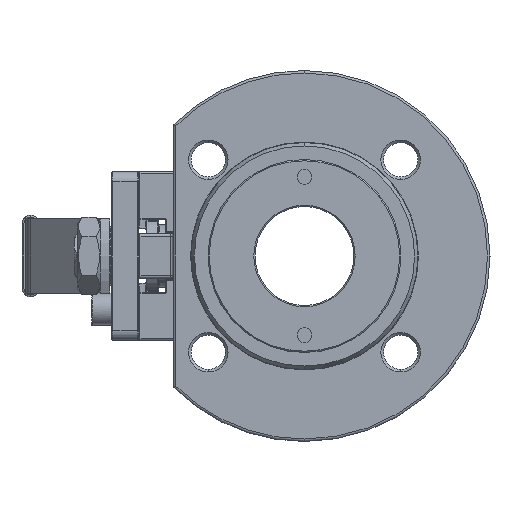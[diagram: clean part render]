
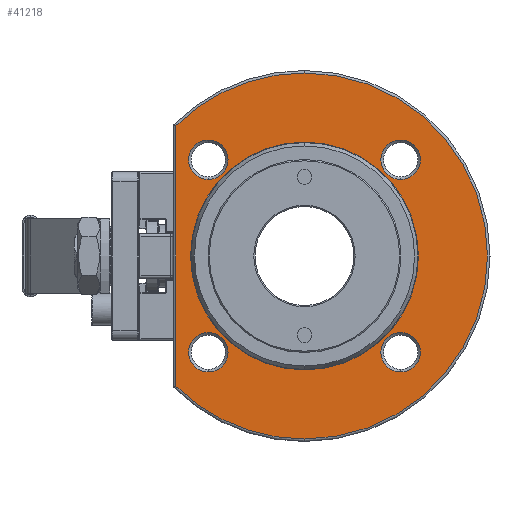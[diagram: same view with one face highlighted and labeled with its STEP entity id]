
A CAD part, left-side view. The second image highlights one B-rep face of the part: STEP entity #41218.
In plain terms, the highlighted planar face has unit normal (-1, 0, 0).
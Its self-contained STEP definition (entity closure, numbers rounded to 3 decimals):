
#100 = ORIENTED_EDGE ( 'NONE', *, *, #15594, .T. ) ;
#170 = EDGE_LOOP ( 'NONE', ( #26818, #16052 ) ) ;
#190 = FACE_BOUND ( 'NONE', #4798, .T. ) ;
#542 = DIRECTION ( 'NONE',  ( 1., 0., 0. ) ) ;
#1523 = FACE_BOUND ( 'NONE', #51852, .T. ) ;
#2397 = DIRECTION ( 'NONE',  ( 0., 0., 1. ) ) ;
#3433 = EDGE_CURVE ( 'NONE', #7344, #22736, #20355, .T. ) ;
#3801 = CARTESIAN_POINT ( 'NONE',  ( -30., 52., -52.65 ) ) ;
#4389 = VERTEX_POINT ( 'NONE', #7414 ) ;
#4798 = EDGE_LOOP ( 'NONE', ( #35856, #32743 ) ) ;
#6919 = DIRECTION ( 'NONE',  ( -1., 0., 0. ) ) ;
#6934 = VERTEX_POINT ( 'NONE', #36192 ) ;
#7344 = VERTEX_POINT ( 'NONE', #23409 ) ;
#7414 = CARTESIAN_POINT ( 'NONE',  ( -30., 52., 52.65 ) ) ;
#8089 = CARTESIAN_POINT ( 'NONE',  ( -30., 0., 0. ) ) ;
#8297 = DIRECTION ( 'NONE',  ( 0., 0., 1. ) ) ;
#10114 = CARTESIAN_POINT ( 'NONE',  ( -30., -38.891, 38.891 ) ) ;
#11231 = CIRCLE ( 'NONE', #46294, 8. ) ;
#11510 = FACE_BOUND ( 'NONE', #170, .T. ) ;
#11723 = CARTESIAN_POINT ( 'NONE',  ( -30., 0., 46.059 ) ) ;
#11867 = CARTESIAN_POINT ( 'NONE',  ( -30., 38.891, -46.891 ) ) ;
#12387 = DIRECTION ( 'NONE',  ( 0., 0., 1. ) ) ;
#12529 = AXIS2_PLACEMENT_3D ( 'NONE', #22407, #39087, #26123 ) ;
#12919 = CIRCLE ( 'NONE', #53020, 8. ) ;
#13052 = DIRECTION ( 'NONE',  ( 1., 0., 0. ) ) ;
#13702 = CARTESIAN_POINT ( 'NONE',  ( -30., 38.891, -38.891 ) ) ;
#15104 = VERTEX_POINT ( 'NONE', #48961 ) ;
#15123 = AXIS2_PLACEMENT_3D ( 'NONE', #10114, #35260, #18437 ) ;
#15469 = ORIENTED_EDGE ( 'NONE', *, *, #33590, .T. ) ;
#15587 = VERTEX_POINT ( 'NONE', #3801 ) ;
#15594 = EDGE_CURVE ( 'NONE', #24663, #40891, #12919, .T. ) ;
#15764 = CARTESIAN_POINT ( 'NONE',  ( -30., -38.891, 38.891 ) ) ;
#15853 = CIRCLE ( 'NONE', #21412, 46.059 ) ;
#15920 = CIRCLE ( 'NONE', #33977, 74. ) ;
#16052 = ORIENTED_EDGE ( 'NONE', *, *, #52762, .T. ) ;
#16080 = CARTESIAN_POINT ( 'NONE',  ( -30., 38.891, -30.891 ) ) ;
#16646 = DIRECTION ( 'NONE',  ( 0., 0., 1. ) ) ;
#17432 = EDGE_CURVE ( 'NONE', #15587, #15104, #15920, .T. ) ;
#17743 = DIRECTION ( 'NONE',  ( 1., 0., 0. ) ) ;
#18354 = LINE ( 'NONE', #25832, #25629 ) ;
#18437 = DIRECTION ( 'NONE',  ( 0., 0., 1. ) ) ;
#19092 = CIRCLE ( 'NONE', #51337, 8. ) ;
#19141 = AXIS2_PLACEMENT_3D ( 'NONE', #13702, #17743, #43086 ) ;
#20014 = EDGE_CURVE ( 'NONE', #40891, #24663, #43887, .T. ) ;
#20355 = CIRCLE ( 'NONE', #15123, 8. ) ;
#20462 = AXIS2_PLACEMENT_3D ( 'NONE', #49351, #6919, #32453 ) ;
#20516 = ORIENTED_EDGE ( 'NONE', *, *, #20014, .T. ) ;
#21088 = CARTESIAN_POINT ( 'NONE',  ( -30., 0., 0. ) ) ;
#21253 = EDGE_CURVE ( 'NONE', #40301, #23270, #15853, .T. ) ;
#21412 = AXIS2_PLACEMENT_3D ( 'NONE', #32209, #27784, #2397 ) ;
#22237 = EDGE_LOOP ( 'NONE', ( #100, #20516 ) ) ;
#22269 = VERTEX_POINT ( 'NONE', #11867 ) ;
#22328 = CIRCLE ( 'NONE', #19141, 8. ) ;
#22407 = CARTESIAN_POINT ( 'NONE',  ( -30., -38.891, -38.891 ) ) ;
#22736 = VERTEX_POINT ( 'NONE', #45127 ) ;
#22926 = ORIENTED_EDGE ( 'NONE', *, *, #34423, .T. ) ;
#23076 = AXIS2_PLACEMENT_3D ( 'NONE', #28618, #24723, #36963 ) ;
#23115 = CARTESIAN_POINT ( 'NONE',  ( -30., 38.891, 30.891 ) ) ;
#23270 = VERTEX_POINT ( 'NONE', #39492 ) ;
#23409 = CARTESIAN_POINT ( 'NONE',  ( -30., -38.891, 46.891 ) ) ;
#24364 = DIRECTION ( 'NONE',  ( 0., 0., 1. ) ) ;
#24579 = CARTESIAN_POINT ( 'NONE',  ( -30., 0., 0. ) ) ;
#24663 = VERTEX_POINT ( 'NONE', #34657 ) ;
#24723 = DIRECTION ( 'NONE',  ( 1., 0., 0. ) ) ;
#24972 = DIRECTION ( 'NONE',  ( -1., 0., 0. ) ) ;
#25027 = AXIS2_PLACEMENT_3D ( 'NONE', #24579, #28472, #29021 ) ;
#25130 = DIRECTION ( 'NONE',  ( 1., 0., 0. ) ) ;
#25227 = CARTESIAN_POINT ( 'NONE',  ( -30., 38.891, 38.891 ) ) ;
#25480 = ORIENTED_EDGE ( 'NONE', *, *, #46858, .T. ) ;
#25629 = VECTOR ( 'NONE', #29723, 1000. ) ;
#25832 = CARTESIAN_POINT ( 'NONE',  ( -30., 52., 0. ) ) ;
#26119 = DIRECTION ( 'NONE',  ( 0., 0., 1. ) ) ;
#26123 = DIRECTION ( 'NONE',  ( 0., 0., 1. ) ) ;
#26818 = ORIENTED_EDGE ( 'NONE', *, *, #47728, .T. ) ;
#27784 = DIRECTION ( 'NONE',  ( 1., 0., 0. ) ) ;
#28070 = CARTESIAN_POINT ( 'NONE',  ( -30., 0., 0. ) ) ;
#28472 = DIRECTION ( 'NONE',  ( -1., 0., 0. ) ) ;
#28618 = CARTESIAN_POINT ( 'NONE',  ( -30., 38.891, -38.891 ) ) ;
#29021 = DIRECTION ( 'NONE',  ( 0., 0., 1. ) ) ;
#29367 = VERTEX_POINT ( 'NONE', #16080 ) ;
#29723 = DIRECTION ( 'NONE',  ( 0., 0., -1. ) ) ;
#29999 = CARTESIAN_POINT ( 'NONE',  ( -30., 38.891, 38.891 ) ) ;
#30197 = AXIS2_PLACEMENT_3D ( 'NONE', #25227, #13052, #46721 ) ;
#30291 = CARTESIAN_POINT ( 'NONE',  ( -30., 38.891, 46.891 ) ) ;
#32137 = EDGE_LOOP ( 'NONE', ( #42248, #25480, #33321, #33237 ) ) ;
#32182 = DIRECTION ( 'NONE',  ( 1., 0., 0. ) ) ;
#32209 = CARTESIAN_POINT ( 'NONE',  ( -30., 0., 0. ) ) ;
#32453 = DIRECTION ( 'NONE',  ( 0., 0., 1. ) ) ;
#32650 = FACE_BOUND ( 'NONE', #39664, .T. ) ;
#32743 = ORIENTED_EDGE ( 'NONE', *, *, #46462, .T. ) ;
#33237 = ORIENTED_EDGE ( 'NONE', *, *, #48654, .T. ) ;
#33321 = ORIENTED_EDGE ( 'NONE', *, *, #47986, .T. ) ;
#33579 = CIRCLE ( 'NONE', #25027, 74. ) ;
#33590 = EDGE_CURVE ( 'NONE', #23270, #40301, #47014, .T. ) ;
#33977 = AXIS2_PLACEMENT_3D ( 'NONE', #21088, #24972, #16646 ) ;
#34041 = FACE_OUTER_BOUND ( 'NONE', #32137, .T. ) ;
#34423 = EDGE_CURVE ( 'NONE', #29367, #22269, #22328, .T. ) ;
#34657 = CARTESIAN_POINT ( 'NONE',  ( -30., -38.891, -30.891 ) ) ;
#35260 = DIRECTION ( 'NONE',  ( 1., 0., 0. ) ) ;
#35856 = ORIENTED_EDGE ( 'NONE', *, *, #3433, .T. ) ;
#36192 = CARTESIAN_POINT ( 'NONE',  ( -30., 0., 74. ) ) ;
#36963 = DIRECTION ( 'NONE',  ( 0., 0., 1. ) ) ;
#37739 = DIRECTION ( 'NONE',  ( 1., 0., 0. ) ) ;
#38115 = CARTESIAN_POINT ( 'NONE',  ( -30., -38.891, -46.891 ) ) ;
#38215 = VERTEX_POINT ( 'NONE', #23115 ) ;
#39087 = DIRECTION ( 'NONE',  ( 1., 0., 0. ) ) ;
#39492 = CARTESIAN_POINT ( 'NONE',  ( -30., 0., -46.059 ) ) ;
#39664 = EDGE_LOOP ( 'NONE', ( #22926, #50826 ) ) ;
#40301 = VERTEX_POINT ( 'NONE', #11723 ) ;
#40794 = VERTEX_POINT ( 'NONE', #30291 ) ;
#40891 = VERTEX_POINT ( 'NONE', #38115 ) ;
#41005 = PLANE ( 'NONE',  #20462 ) ;
#41218 = ADVANCED_FACE ( 'NONE', ( #1523, #34041, #11510, #190, #43979, #32650 ), #41005, .T. ) ;
#41614 = ORIENTED_EDGE ( 'NONE', *, *, #21253, .T. ) ;
#42248 = ORIENTED_EDGE ( 'NONE', *, *, #17432, .T. ) ;
#43086 = DIRECTION ( 'NONE',  ( 0., 0., 1. ) ) ;
#43887 = CIRCLE ( 'NONE', #12529, 8. ) ;
#43979 = FACE_BOUND ( 'NONE', #22237, .T. ) ;
#45127 = CARTESIAN_POINT ( 'NONE',  ( -30., -38.891, 30.891 ) ) ;
#45364 = DIRECTION ( 'NONE',  ( 0., 0., 1. ) ) ;
#46294 = AXIS2_PLACEMENT_3D ( 'NONE', #15764, #32182, #45364 ) ;
#46462 = EDGE_CURVE ( 'NONE', #22736, #7344, #11231, .T. ) ;
#46619 = CARTESIAN_POINT ( 'NONE',  ( -30., -38.891, -38.891 ) ) ;
#46721 = DIRECTION ( 'NONE',  ( 0., 0., 1. ) ) ;
#46858 = EDGE_CURVE ( 'NONE', #15104, #6934, #54921, .T. ) ;
#47014 = CIRCLE ( 'NONE', #52798, 46.059 ) ;
#47728 = EDGE_CURVE ( 'NONE', #40794, #38215, #19092, .T. ) ;
#47986 = EDGE_CURVE ( 'NONE', #6934, #4389, #33579, .T. ) ;
#48080 = AXIS2_PLACEMENT_3D ( 'NONE', #28070, #49725, #24364 ) ;
#48654 = EDGE_CURVE ( 'NONE', #4389, #15587, #18354, .T. ) ;
#48961 = CARTESIAN_POINT ( 'NONE',  ( -30., 0., -74. ) ) ;
#49351 = CARTESIAN_POINT ( 'NONE',  ( -30., 75., 0. ) ) ;
#49725 = DIRECTION ( 'NONE',  ( -1., 0., 0. ) ) ;
#50826 = ORIENTED_EDGE ( 'NONE', *, *, #52268, .T. ) ;
#51337 = AXIS2_PLACEMENT_3D ( 'NONE', #29999, #542, #26119 ) ;
#51852 = EDGE_LOOP ( 'NONE', ( #41614, #15469 ) ) ;
#52268 = EDGE_CURVE ( 'NONE', #22269, #29367, #53139, .T. ) ;
#52762 = EDGE_CURVE ( 'NONE', #38215, #40794, #54372, .T. ) ;
#52798 = AXIS2_PLACEMENT_3D ( 'NONE', #8089, #37739, #12387 ) ;
#53020 = AXIS2_PLACEMENT_3D ( 'NONE', #46619, #25130, #8297 ) ;
#53139 = CIRCLE ( 'NONE', #23076, 8. ) ;
#54372 = CIRCLE ( 'NONE', #30197, 8. ) ;
#54921 = CIRCLE ( 'NONE', #48080, 74. ) ;
